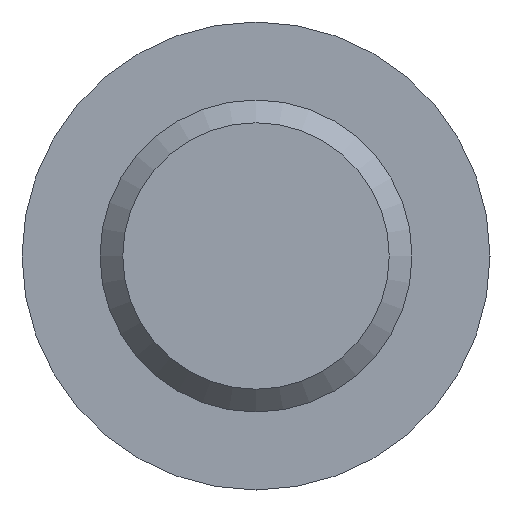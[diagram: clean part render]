
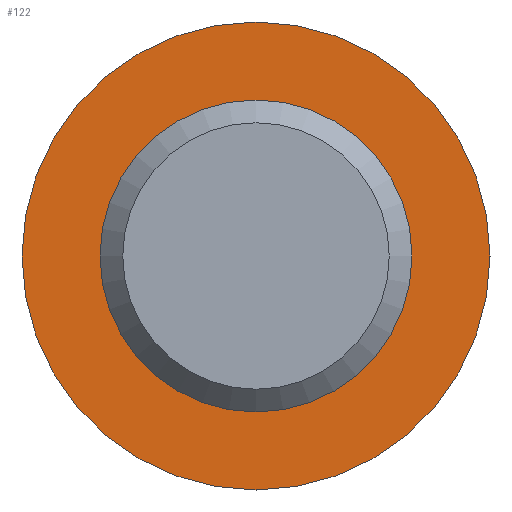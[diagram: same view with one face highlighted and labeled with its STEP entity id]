
A CAD part, front view. The second image highlights one B-rep face of the part: STEP entity #122.
In plain terms, the highlighted planar face has unit normal (0, -1, 0).
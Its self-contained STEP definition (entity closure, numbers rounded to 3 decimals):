
#12 = PLANE ( 'NONE',  #120 ) ;
#29 = VERTEX_POINT ( 'NONE', #529 ) ;
#32 = CARTESIAN_POINT ( 'NONE',  ( 0., 60., -6. ) ) ;
#49 = AXIS2_PLACEMENT_3D ( 'NONE', #390, #62, #438 ) ;
#57 = DIRECTION ( 'NONE',  ( 0., 1., 0. ) ) ;
#62 = DIRECTION ( 'NONE',  ( 0., -1., 0. ) ) ;
#70 = DIRECTION ( 'NONE',  ( 0., -1., 0. ) ) ;
#83 = ORIENTED_EDGE ( 'NONE', *, *, #540, .T. ) ;
#87 = FACE_BOUND ( 'NONE', #420, .T. ) ;
#120 = AXIS2_PLACEMENT_3D ( 'NONE', #316, #57, #321 ) ;
#122 = ADVANCED_FACE ( 'NONE', ( #87, #261 ), #12, .F. ) ;
#136 = EDGE_LOOP ( 'NONE', ( #83 ) ) ;
#143 = AXIS2_PLACEMENT_3D ( 'NONE', #442, #70, #411 ) ;
#177 = ORIENTED_EDGE ( 'NONE', *, *, #377, .F. ) ;
#261 = FACE_OUTER_BOUND ( 'NONE', #136, .T. ) ;
#316 = CARTESIAN_POINT ( 'NONE',  ( -6., 60., 0. ) ) ;
#321 = DIRECTION ( 'NONE',  ( 0., 0., 1. ) ) ;
#377 = EDGE_CURVE ( 'NONE', #533, #533, #383, .T. ) ;
#383 = CIRCLE ( 'NONE', #49, 6. ) ;
#390 = CARTESIAN_POINT ( 'NONE',  ( 0., 60., 0. ) ) ;
#411 = DIRECTION ( 'NONE',  ( 0., 0., -1. ) ) ;
#420 = EDGE_LOOP ( 'NONE', ( #177 ) ) ;
#438 = DIRECTION ( 'NONE',  ( 0., 0., -1. ) ) ;
#442 = CARTESIAN_POINT ( 'NONE',  ( 0., 60., 0. ) ) ;
#529 = CARTESIAN_POINT ( 'NONE',  ( 0., 60., -9. ) ) ;
#533 = VERTEX_POINT ( 'NONE', #32 ) ;
#538 = CIRCLE ( 'NONE', #143, 9. ) ;
#540 = EDGE_CURVE ( 'NONE', #29, #29, #538, .T. ) ;
